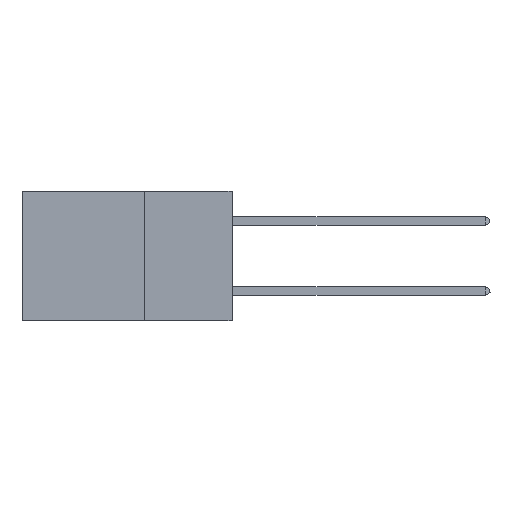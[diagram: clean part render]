
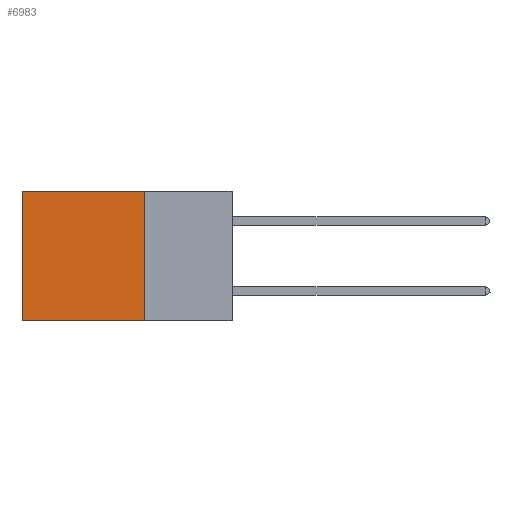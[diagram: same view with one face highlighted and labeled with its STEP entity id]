
A CAD part, left-side view. The second image highlights one B-rep face of the part: STEP entity #6983.
In plain terms, the highlighted planar face has unit normal (-1, 0, 0).
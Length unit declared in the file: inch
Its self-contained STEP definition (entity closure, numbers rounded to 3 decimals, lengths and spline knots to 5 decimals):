
#658 = PLANE ( 'NONE',  #15753 ) ;
#1082 = DIRECTION ( 'NONE',  ( 0., 0., -1. ) ) ;
#1757 = CARTESIAN_POINT ( 'NONE',  ( 0.2875, 0.6, 0. ) ) ;
#2143 = ORIENTED_EDGE ( 'NONE', *, *, #6775, .T. ) ;
#2253 = VERTEX_POINT ( 'NONE', #24651 ) ;
#4024 = ORIENTED_EDGE ( 'NONE', *, *, #23157, .F. ) ;
#4354 = LINE ( 'NONE', #11512, #20344 ) ;
#4598 = ORIENTED_EDGE ( 'NONE', *, *, #10518, .F. ) ;
#5274 = VECTOR ( 'NONE', #17047, 39.37008 ) ;
#5765 = EDGE_CURVE ( 'NONE', #10682, #26994, #4354, .T. ) ;
#6775 = EDGE_CURVE ( 'NONE', #24008, #10682, #18333, .T. ) ;
#6983 = ADVANCED_FACE ( 'NONE', ( #12140 ), #658, .F. ) ;
#8571 = CARTESIAN_POINT ( 'NONE',  ( 0.2875, 0.25, 0. ) ) ;
#9072 = CARTESIAN_POINT ( 'NONE',  ( 0.2875, 0.25, 0. ) ) ;
#10518 = EDGE_CURVE ( 'NONE', #24008, #2253, #22373, .T. ) ;
#10682 = VERTEX_POINT ( 'NONE', #1757 ) ;
#11512 = CARTESIAN_POINT ( 'NONE',  ( 0.2875, 0.6, 0. ) ) ;
#12140 = FACE_OUTER_BOUND ( 'NONE', #18287, .T. ) ;
#13377 = ORIENTED_EDGE ( 'NONE', *, *, #5765, .T. ) ;
#14170 = VECTOR ( 'NONE', #15876, 39.37008 ) ;
#14821 = VECTOR ( 'NONE', #20676, 39.37008 ) ;
#15753 = AXIS2_PLACEMENT_3D ( 'NONE', #9072, #21577, #23846 ) ;
#15767 = CARTESIAN_POINT ( 'NONE',  ( 0.2875, 0.25, 0. ) ) ;
#15876 = DIRECTION ( 'NONE',  ( 0., 0., -1. ) ) ;
#17047 = DIRECTION ( 'NONE',  ( 0., 1., 0. ) ) ;
#18287 = EDGE_LOOP ( 'NONE', ( #13377, #4024, #4598, #2143 ) ) ;
#18333 = LINE ( 'NONE', #8571, #5274 ) ;
#20344 = VECTOR ( 'NONE', #1082, 39.37008 ) ;
#20402 = LINE ( 'NONE', #23042, #14821 ) ;
#20676 = DIRECTION ( 'NONE',  ( 0., 1., 0. ) ) ;
#21577 = DIRECTION ( 'NONE',  ( 1., 0., 0. ) ) ;
#22373 = LINE ( 'NONE', #24458, #14170 ) ;
#23042 = CARTESIAN_POINT ( 'NONE',  ( 0.2875, 0.25, -0.37 ) ) ;
#23157 = EDGE_CURVE ( 'NONE', #2253, #26994, #20402, .T. ) ;
#23846 = DIRECTION ( 'NONE',  ( 0., 0., -1. ) ) ;
#24008 = VERTEX_POINT ( 'NONE', #15767 ) ;
#24458 = CARTESIAN_POINT ( 'NONE',  ( 0.2875, 0.25, 0. ) ) ;
#24651 = CARTESIAN_POINT ( 'NONE',  ( 0.2875, 0.25, -0.37 ) ) ;
#25742 = CARTESIAN_POINT ( 'NONE',  ( 0.2875, 0.6, -0.37 ) ) ;
#26994 = VERTEX_POINT ( 'NONE', #25742 ) ;
